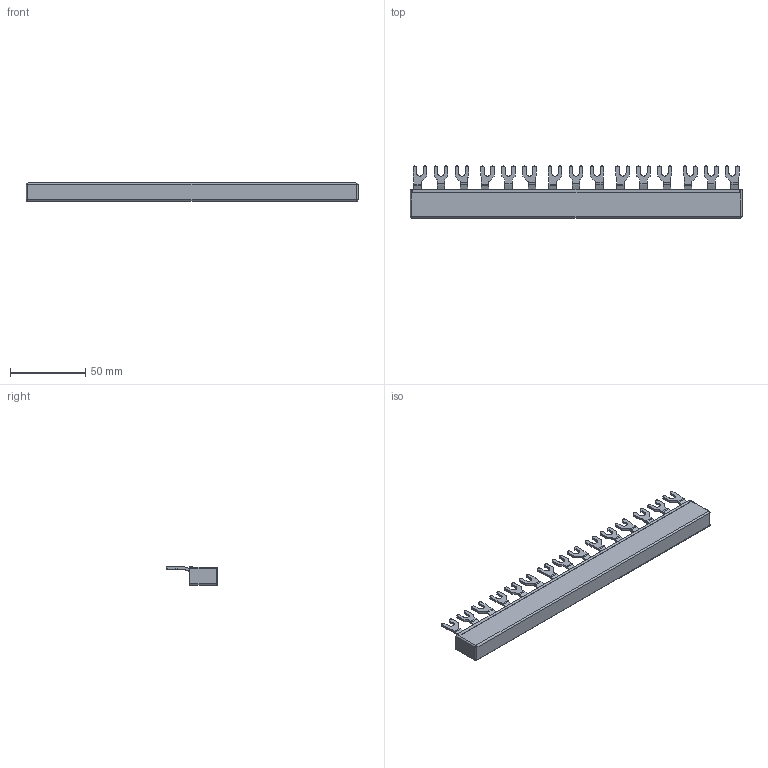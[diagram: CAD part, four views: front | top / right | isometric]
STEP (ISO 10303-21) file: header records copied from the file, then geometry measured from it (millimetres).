
FILE_DESCRIPTION(/* description */ (''),/* implementation_level */ '2;1');
FILE_NAME(/* name */ 'STP-Bauteil1.stp',/* time_stamp */ '2018-08-24T05:33:07+02:00',/* author */ ('R.Dold'),/* organization */ ('FTG Friedrich Goehringer Elektrotechnik GmbH'),/* preprocessor_version */ 'ST-DEVELOPER v16.1',/* originating_system */ 'Autodesk Inventor 2016',/* authorisation */ '');
FILE_SCHEMA (('AUTOMOTIVE_DESIGN { 1 0 10303 214 3 1 1 }'));
Length unit declared in the file: millimetre
Products named in the file (1): Bauteil1
Bounding box: 221 x 34.6 x 12.3 mm (x, y, z)
Volume: 52222.1 mm3; surface area: 17595.6 mm2
Topology: 1 solids, 1 shells, 437 faces, 1252 edges, 828 vertices
Faces by surface type: plane 230, cylinder 203, sphere 4
Entity records: 14807 total; most frequent: DIRECTION 2530, CARTESIAN_POINT 2514, ORIENTED_EDGE 2496, EDGE_CURVE 1248, AXIS2_PLACEMENT_3D 844, LINE 842, VECTOR 842, VERTEX_POINT 828
